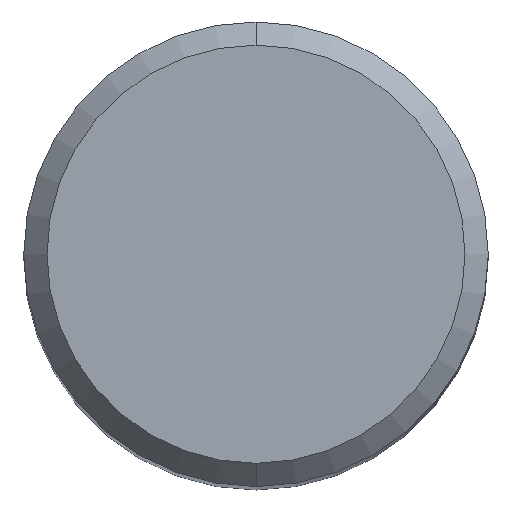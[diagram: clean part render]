
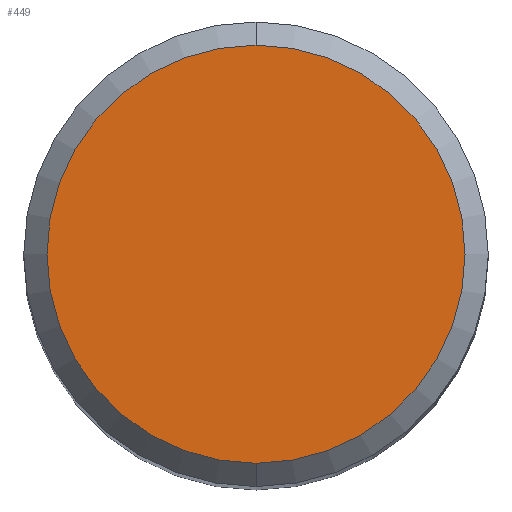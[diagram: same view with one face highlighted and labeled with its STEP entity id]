
A CAD part, top view. The second image highlights one B-rep face of the part: STEP entity #449.
In plain terms, the highlighted planar face has unit normal (0, 0, 1).
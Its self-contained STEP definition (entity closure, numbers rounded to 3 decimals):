
#449=ADVANCED_FACE('',(#1095),#1096,.T.);
#457=EDGE_CURVE('',#623,#727,#1104,.T.);
#607=EDGE_CURVE('',#727,#623,#1268,.T.);
#623=VERTEX_POINT('',#1284);
#727=VERTEX_POINT('',#1395);
#1095=FACE_OUTER_BOUND('',#2134,.T.);
#1096=PLANE('',#2135);
#1104=CIRCLE('',#2256,4.5);
#1268=CIRCLE('',#3950,4.5);
#1284=CARTESIAN_POINT('',(0.0,4.5,0.));
#1395=CARTESIAN_POINT('',(0.,-4.5,0.));
#2134=EDGE_LOOP('',(#9661,#9662));
#2135=AXIS2_PLACEMENT_3D('',#9663,#9664,#9665);
#2256=AXIS2_PLACEMENT_3D('',#9666,#9667,#9668);
#3950=AXIS2_PLACEMENT_3D('',#9842,#9843,#9844);
#9661=ORIENTED_EDGE('',*,*,#457,.F.);
#9662=ORIENTED_EDGE('',*,*,#607,.F.);
#9663=CARTESIAN_POINT('',(0.0,2.25,0.));
#9664=DIRECTION('',(-0.0,0.0,1.0));
#9665=DIRECTION('',(0.0,-1.0,0.0));
#9666=CARTESIAN_POINT('',(0.0,0.0,0.));
#9667=DIRECTION('',(0.0,0.0,-1.0));
#9668=DIRECTION('',(0.0,1.0,0.0));
#9842=CARTESIAN_POINT('',(0.0,0.0,0.));
#9843=DIRECTION('',(0.0,0.0,-1.0));
#9844=DIRECTION('',(0.0,1.0,0.0));
